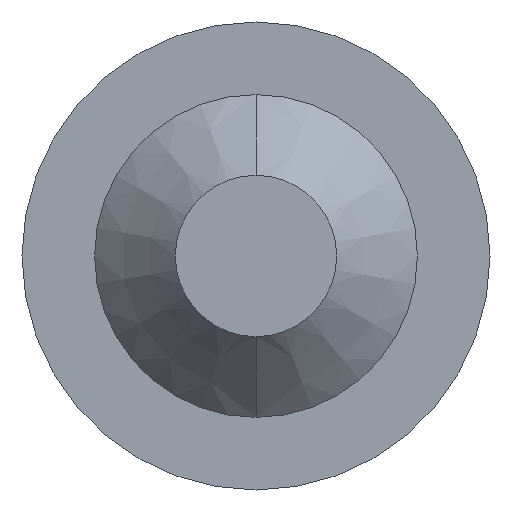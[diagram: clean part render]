
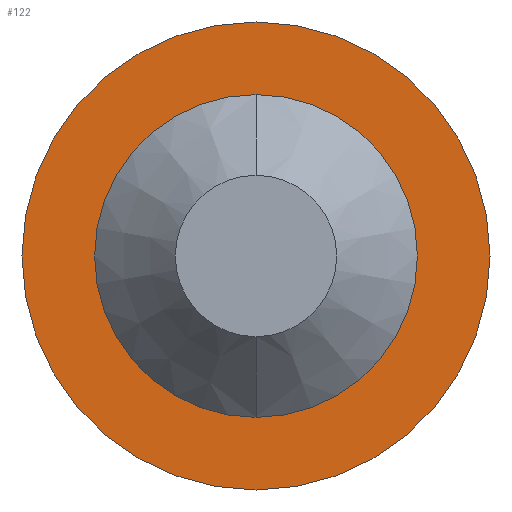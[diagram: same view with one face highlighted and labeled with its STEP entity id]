
A CAD part, front view. The second image highlights one B-rep face of the part: STEP entity #122.
In plain terms, the highlighted planar face has unit normal (0, -1, 0).
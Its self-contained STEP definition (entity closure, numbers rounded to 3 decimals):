
#4 = ORIENTED_EDGE ( 'NONE', *, *, #390, .T. ) ;
#19 = CARTESIAN_POINT ( 'NONE',  ( 0., 0., 0. ) ) ;
#59 = AXIS2_PLACEMENT_3D ( 'NONE', #19, #234, #271 ) ;
#73 = FACE_BOUND ( 'NONE', #246, .T. ) ;
#89 = CARTESIAN_POINT ( 'NONE',  ( 0., 0., -1. ) ) ;
#90 = VERTEX_POINT ( 'NONE', #298 ) ;
#98 = CIRCLE ( 'NONE', #384, 1.45 ) ;
#99 = AXIS2_PLACEMENT_3D ( 'NONE', #369, #366, #334 ) ;
#103 = ORIENTED_EDGE ( 'NONE', *, *, #380, .T. ) ;
#120 = VERTEX_POINT ( 'NONE', #265 ) ;
#122 = ADVANCED_FACE ( 'Defeature ausgef�hrt1_5', ( #73, #368 ), #357, .T. ) ;
#134 = DIRECTION ( 'NONE',  ( 0., -1., 0. ) ) ;
#138 = VERTEX_POINT ( 'NONE', #261 ) ;
#175 = CIRCLE ( 'NONE', #372, 1.45 ) ;
#182 = AXIS2_PLACEMENT_3D ( 'NONE', #292, #134, #225 ) ;
#196 = CARTESIAN_POINT ( 'NONE',  ( 0., 0., 0. ) ) ;
#213 = VERTEX_POINT ( 'NONE', #89 ) ;
#225 = DIRECTION ( 'NONE',  ( 0., 0., -1. ) ) ;
#229 = CIRCLE ( 'NONE', #59, 1. ) ;
#234 = DIRECTION ( 'NONE',  ( 0., 1., 0. ) ) ;
#246 = EDGE_LOOP ( 'NONE', ( #355, #103 ) ) ;
#258 = ORIENTED_EDGE ( 'NONE', *, *, #259, .T. ) ;
#259 = EDGE_CURVE ( 'Defeature ausgef�hrt1_5+Defeature ausgef�hrt1_3+Defeature ausgef�hrt1_3+Defeature ausgef�hrt1_3', #120, #138, #98, .T. ) ;
#261 = CARTESIAN_POINT ( 'NONE',  ( 0., 0., -1.45 ) ) ;
#265 = CARTESIAN_POINT ( 'NONE',  ( 0., 0., 1.45 ) ) ;
#271 = DIRECTION ( 'NONE',  ( 0., 0., 1. ) ) ;
#280 = CIRCLE ( 'NONE', #99, 1. ) ;
#290 = EDGE_CURVE ( 'Defeature ausgef�hrt1_5+Defeature ausgef�hrt1_0+Defeature ausgef�hrt1_0+Defeature ausgef�hrt1_0', #90, #213, #229, .T. ) ;
#292 = CARTESIAN_POINT ( 'NONE',  ( 0., 0., 0. ) ) ;
#298 = CARTESIAN_POINT ( 'NONE',  ( 0., 0., 1. ) ) ;
#306 = CARTESIAN_POINT ( 'NONE',  ( 0., 0., 0. ) ) ;
#332 = DIRECTION ( 'NONE',  ( 0., -1., 0. ) ) ;
#334 = DIRECTION ( 'NONE',  ( 0., 0., 1. ) ) ;
#337 = DIRECTION ( 'NONE',  ( 0., -1., 0. ) ) ;
#344 = EDGE_LOOP ( 'NONE', ( #4, #258 ) ) ;
#355 = ORIENTED_EDGE ( 'NONE', *, *, #290, .T. ) ;
#357 = PLANE ( 'NONE',  #182 ) ;
#359 = DIRECTION ( 'NONE',  ( 0., 0., -1. ) ) ;
#366 = DIRECTION ( 'NONE',  ( 0., 1., 0. ) ) ;
#368 = FACE_OUTER_BOUND ( 'NONE', #344, .T. ) ;
#369 = CARTESIAN_POINT ( 'NONE',  ( 0., 0., 0. ) ) ;
#372 = AXIS2_PLACEMENT_3D ( 'NONE', #196, #332, #359 ) ;
#380 = EDGE_CURVE ( 'Defeature ausgef�hrt1_5+Defeature ausgef�hrt1_0+Defeature ausgef�hrt1_0+Defeature ausgef�hrt1_0', #213, #90, #280, .T. ) ;
#384 = AXIS2_PLACEMENT_3D ( 'NONE', #306, #337, #402 ) ;
#390 = EDGE_CURVE ( 'Defeature ausgef�hrt1_5+Defeature ausgef�hrt1_3+Defeature ausgef�hrt1_3+Defeature ausgef�hrt1_3', #138, #120, #175, .T. ) ;
#402 = DIRECTION ( 'NONE',  ( 0., 0., -1. ) ) ;
